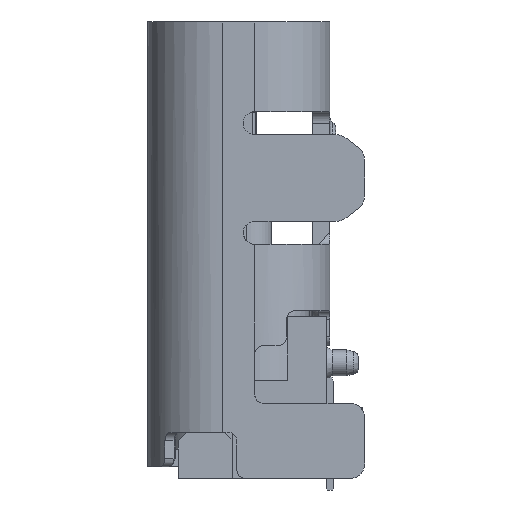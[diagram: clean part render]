
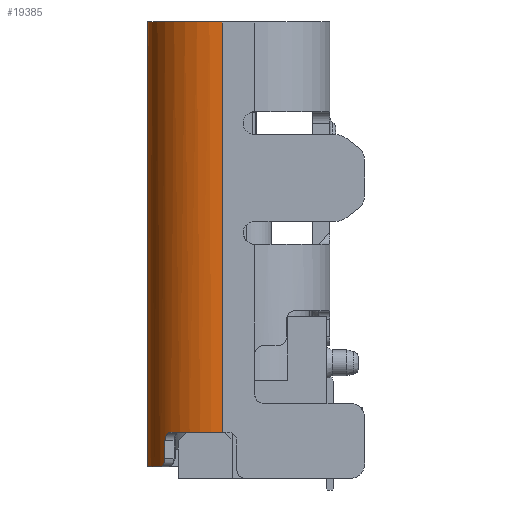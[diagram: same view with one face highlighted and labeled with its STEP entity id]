
A CAD part, left-side view. The second image highlights one B-rep face of the part: STEP entity #19385.
In plain terms, the highlighted cylindrical face has radius 1.3 mm (diameter 2.6 mm), a partial arc.
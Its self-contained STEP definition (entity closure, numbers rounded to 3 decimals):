
#246=CYLINDRICAL_SURFACE('',#24826,1.3);
#1146=B_SPLINE_CURVE_WITH_KNOTS('',3,(#32198,#32199,#32200,#32201),
 .UNSPECIFIED.,.F.,.F.,(4,4),(0.,0.),
 .UNSPECIFIED.);
#1147=B_SPLINE_CURVE_WITH_KNOTS('',3,(#32257,#32258,#32259,#32260),
 .UNSPECIFIED.,.F.,.F.,(4,4),(0.,0.),
 .UNSPECIFIED.);
#1428=CIRCLE('',#24349,1.3);
#1504=CIRCLE('',#24472,1.3);
#1601=CIRCLE('',#24727,1.3);
#3966=ORIENTED_EDGE('',*,*,#8799,.T.);
#3967=ORIENTED_EDGE('',*,*,#8094,.T.);
#3968=ORIENTED_EDGE('',*,*,#8792,.T.);
#3969=ORIENTED_EDGE('',*,*,#8121,.T.);
#3970=ORIENTED_EDGE('',*,*,#8449,.T.);
#3971=ORIENTED_EDGE('',*,*,#7879,.T.);
#3972=ORIENTED_EDGE('',*,*,#8219,.F.);
#3973=ORIENTED_EDGE('',*,*,#8010,.F.);
#7879=EDGE_CURVE('',#10789,#10788,#12635,.T.);
#8010=EDGE_CURVE('',#10911,#10912,#12707,.T.);
#8094=EDGE_CURVE('',#10982,#10984,#1146,.T.);
#8121=EDGE_CURVE('',#11004,#11005,#1147,.T.);
#8219=EDGE_CURVE('',#10912,#10788,#1428,.T.);
#8449=EDGE_CURVE('',#11005,#10789,#1504,.T.);
#8792=EDGE_CURVE('',#10984,#11004,#13166,.T.);
#8799=EDGE_CURVE('',#10911,#10982,#1601,.T.);
#10788=VERTEX_POINT('',#31605);
#10789=VERTEX_POINT('',#31607);
#10911=VERTEX_POINT('',#31960);
#10912=VERTEX_POINT('',#31962);
#10982=VERTEX_POINT('',#32190);
#10984=VERTEX_POINT('',#32197);
#11004=VERTEX_POINT('',#32261);
#11005=VERTEX_POINT('',#32262);
#12635=LINE('',#31606,#14710);
#12707=LINE('',#31961,#14782);
#13166=LINE('',#34703,#15241);
#14710=VECTOR('',#26017,1000.);
#14782=VECTOR('',#26207,1000.);
#15241=VECTOR('',#27604,1000.);
#17098=EDGE_LOOP('',(#3966,#3967,#3968,#3969,#3970,#3971,#3972,#3973));
#18237=FACE_BOUND('',#17098,.T.);
#19385=ADVANCED_FACE('',(#18237),#246,.T.);
#24349=AXIS2_PLACEMENT_3D('',#32686,#26532,#26533);
#24472=AXIS2_PLACEMENT_3D('',#33452,#26906,#26907);
#24727=AXIS2_PLACEMENT_3D('',#34715,#27625,#27626);
#24826=AXIS2_PLACEMENT_3D('',#34982,#27881,#27882);
#26017=DIRECTION('',(0.,0.,1.));
#26207=DIRECTION('',(0.,0.,1.));
#26532=DIRECTION('',(0.,0.,1.));
#26533=DIRECTION('',(1.,0.,0.));
#26906=DIRECTION('',(0.,0.,1.));
#26907=DIRECTION('',(1.,0.,0.));
#27604=DIRECTION('',(0.,0.,1.));
#27625=DIRECTION('',(0.,0.,1.));
#27626=DIRECTION('',(-1.,0.,0.));
#27881=DIRECTION('',(0.,0.,-1.));
#27882=DIRECTION('',(1.,0.,0.));
#31605=CARTESIAN_POINT('',(-4.47,0.28,0.));
#31606=CARTESIAN_POINT('',(-4.47,0.28,0.));
#31607=CARTESIAN_POINT('',(-4.47,0.28,-7.1));
#31960=CARTESIAN_POINT('',(-3.17,1.58,-7.7));
#31961=CARTESIAN_POINT('',(-3.17,1.58,0.));
#31962=CARTESIAN_POINT('',(-3.17,1.58,0.));
#32190=CARTESIAN_POINT('',(-3.885,1.366,-7.7));
#32197=CARTESIAN_POINT('',(-4.006,1.276,-7.55));
#32198=CARTESIAN_POINT('',(-3.885,1.366,-7.7));
#32199=CARTESIAN_POINT('',(-3.951,1.322,-7.7));
#32200=CARTESIAN_POINT('',(-4.006,1.276,-7.629));
#32201=CARTESIAN_POINT('',(-4.006,1.276,-7.55));
#32257=CARTESIAN_POINT('',(-4.006,1.276,-7.25));
#32258=CARTESIAN_POINT('',(-4.006,1.276,-7.171));
#32259=CARTESIAN_POINT('',(-4.06,1.23,-7.1));
#32260=CARTESIAN_POINT('',(-4.115,1.173,-7.1));
#32261=CARTESIAN_POINT('',(-4.006,1.276,-7.25));
#32262=CARTESIAN_POINT('',(-4.115,1.173,-7.1));
#32686=CARTESIAN_POINT('',(-3.17,0.28,0.));
#33452=CARTESIAN_POINT('',(-3.17,0.28,-7.1));
#34703=CARTESIAN_POINT('',(-4.006,1.276,0.));
#34715=CARTESIAN_POINT('',(-3.17,0.28,-7.7));
#34982=CARTESIAN_POINT('',(-3.17,0.28,0.));
